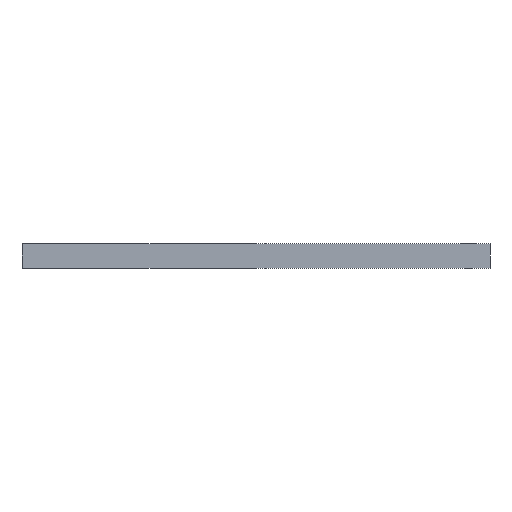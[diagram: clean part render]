
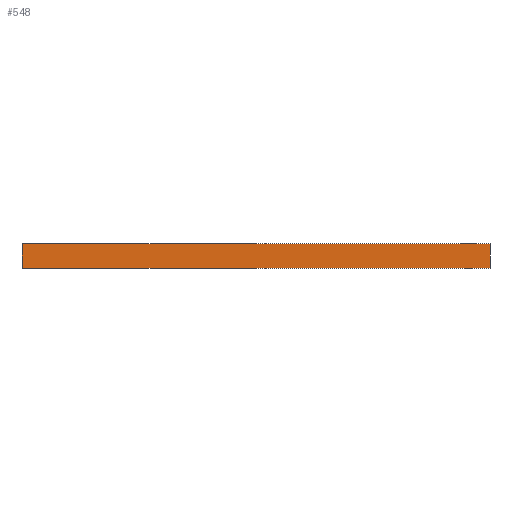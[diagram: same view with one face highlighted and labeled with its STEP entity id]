
A CAD part, left-side view. The second image highlights one B-rep face of the part: STEP entity #548.
In plain terms, the highlighted planar face has unit normal (-1, 0, 0).
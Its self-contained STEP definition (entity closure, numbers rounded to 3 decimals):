
#13 = LINE ( 'NONE', #1011, #310 ) ;
#128 = CARTESIAN_POINT ( 'NONE',  ( 0., 0., 12. ) ) ;
#230 = DIRECTION ( 'NONE',  ( 0., -1., 0. ) ) ;
#249 = LINE ( 'NONE', #344, #703 ) ;
#310 = VECTOR ( 'NONE', #942, 1000. ) ;
#322 = CARTESIAN_POINT ( 'NONE',  ( 0., 230., 12. ) ) ;
#323 = CARTESIAN_POINT ( 'NONE',  ( 0., 230., 0. ) ) ;
#334 = EDGE_CURVE ( 'NONE', #865, #671, #944, .T. ) ;
#344 = CARTESIAN_POINT ( 'NONE',  ( 0., 0., 0. ) ) ;
#346 = DIRECTION ( 'NONE',  ( 1., 0., 0. ) ) ;
#350 = EDGE_CURVE ( 'NONE', #458, #739, #524, .T. ) ;
#406 = VECTOR ( 'NONE', #450, 1000. ) ;
#450 = DIRECTION ( 'NONE',  ( 0., 0., -1. ) ) ;
#458 = VERTEX_POINT ( 'NONE', #589 ) ;
#505 = DIRECTION ( 'NONE',  ( 0., 0., -1. ) ) ;
#524 = LINE ( 'NONE', #128, #406 ) ;
#543 = EDGE_LOOP ( 'NONE', ( #812, #891, #1015, #750 ) ) ;
#548 = ADVANCED_FACE ( 'NONE', ( #843 ), #764, .F. ) ;
#589 = CARTESIAN_POINT ( 'NONE',  ( 0., 0., 12. ) ) ;
#610 = CARTESIAN_POINT ( 'NONE',  ( 0., 230., 12. ) ) ;
#619 = VECTOR ( 'NONE', #1032, 1000. ) ;
#671 = VERTEX_POINT ( 'NONE', #323 ) ;
#696 = CARTESIAN_POINT ( 'NONE',  ( 0., 0., 0. ) ) ;
#703 = VECTOR ( 'NONE', #230, 1000. ) ;
#739 = VERTEX_POINT ( 'NONE', #696 ) ;
#750 = ORIENTED_EDGE ( 'NONE', *, *, #334, .T. ) ;
#764 = PLANE ( 'NONE',  #822 ) ;
#812 = ORIENTED_EDGE ( 'NONE', *, *, #882, .T. ) ;
#822 = AXIS2_PLACEMENT_3D ( 'NONE', #988, #346, #505 ) ;
#843 = FACE_OUTER_BOUND ( 'NONE', #543, .T. ) ;
#865 = VERTEX_POINT ( 'NONE', #322 ) ;
#876 = EDGE_CURVE ( 'NONE', #865, #458, #13, .T. ) ;
#882 = EDGE_CURVE ( 'NONE', #671, #739, #249, .T. ) ;
#891 = ORIENTED_EDGE ( 'NONE', *, *, #350, .F. ) ;
#942 = DIRECTION ( 'NONE',  ( 0., -1., 0. ) ) ;
#944 = LINE ( 'NONE', #610, #619 ) ;
#988 = CARTESIAN_POINT ( 'NONE',  ( 0., 0., 12. ) ) ;
#1011 = CARTESIAN_POINT ( 'NONE',  ( 0., 0., 12. ) ) ;
#1015 = ORIENTED_EDGE ( 'NONE', *, *, #876, .F. ) ;
#1032 = DIRECTION ( 'NONE',  ( 0., 0., -1. ) ) ;
